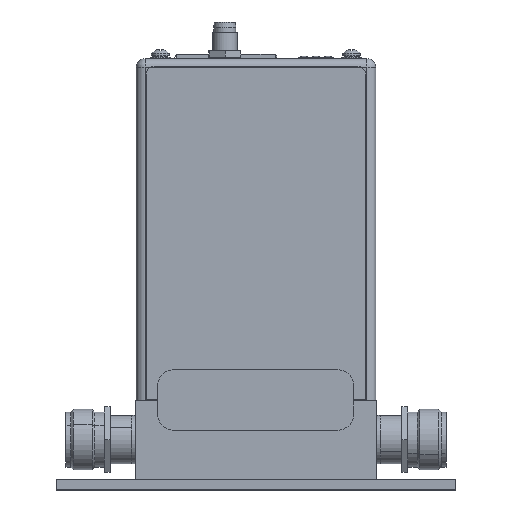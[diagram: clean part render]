
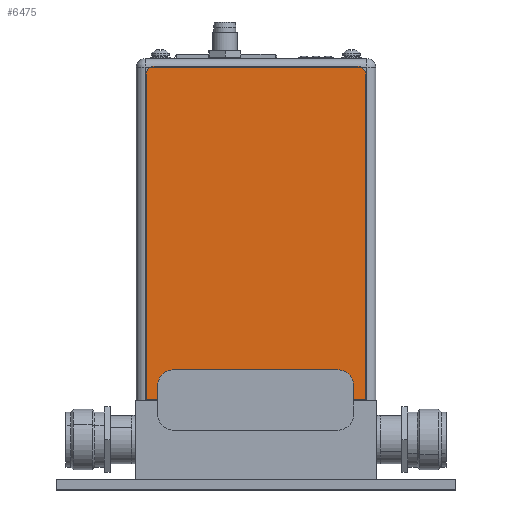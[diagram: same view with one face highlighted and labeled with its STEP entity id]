
A CAD part, top view. The second image highlights one B-rep face of the part: STEP entity #6475.
In plain terms, the highlighted planar face has unit normal (0, 0, 1).
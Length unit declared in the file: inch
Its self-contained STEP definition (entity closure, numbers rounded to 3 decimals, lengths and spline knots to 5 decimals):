
#6296=DIRECTION('',(0.,1.,0.));
#6297=VECTOR('',#6296,4.04);
#6298=CARTESIAN_POINT('',(2.73,0.,0.004));
#6299=LINE('',#6298,#6297);
#6304=DIRECTION('',(1.,0.,0.));
#6305=VECTOR('',#6304,2.73);
#6306=CARTESIAN_POINT('',(0.,0.,0.004));
#6307=LINE('',#6306,#6305);
#6308=DIRECTION('',(0.,-1.,0.));
#6309=VECTOR('',#6308,4.04);
#6310=CARTESIAN_POINT('',(0.,4.04,0.004));
#6311=LINE('',#6310,#6309);
#6320=DIRECTION('',(-1.,0.,0.));
#6321=VECTOR('',#6320,2.53);
#6322=CARTESIAN_POINT('',(2.63,4.14,0.004));
#6323=LINE('',#6322,#6321);
#6324=CARTESIAN_POINT('',(2.63,4.04,0.004));
#6325=DIRECTION('',(0.,0.,-1.));
#6326=DIRECTION('',(0.,1.,0.));
#6327=AXIS2_PLACEMENT_3D('',#6324,#6325,#6326);
#6329=CARTESIAN_POINT('',(0.1,4.04,0.004));
#6330=DIRECTION('',(0.,0.,-1.));
#6331=DIRECTION('',(-1.,0.,0.));
#6332=AXIS2_PLACEMENT_3D('',#6329,#6330,#6331);
#6346=CARTESIAN_POINT('',(2.73,4.04,0.004));
#6347=VERTEX_POINT('',#6346);
#6348=CARTESIAN_POINT('',(2.63,4.14,0.004));
#6349=VERTEX_POINT('',#6348);
#6350=CARTESIAN_POINT('',(2.73,0.,0.004));
#6351=VERTEX_POINT('',#6350);
#6352=CARTESIAN_POINT('',(0.,0.,0.004));
#6353=VERTEX_POINT('',#6352);
#6354=CARTESIAN_POINT('',(0.,4.04,0.004));
#6355=VERTEX_POINT('',#6354);
#6356=CARTESIAN_POINT('',(0.1,4.14,0.004));
#6357=VERTEX_POINT('',#6356);
#6462=CARTESIAN_POINT('',(0.,0.,0.004));
#6463=DIRECTION('',(0.,0.,1.));
#6464=DIRECTION('',(1.,0.,0.));
#6465=AXIS2_PLACEMENT_3D('',#6462,#6463,#6464);
#6466=PLANE('',#6465);
#6467=ORIENTED_EDGE('',*,*,#6386,.T.);
#6468=ORIENTED_EDGE('',*,*,#6402,.F.);
#6469=ORIENTED_EDGE('',*,*,#6415,.F.);
#6470=ORIENTED_EDGE('',*,*,#6428,.F.);
#6471=ORIENTED_EDGE('',*,*,#6443,.T.);
#6472=ORIENTED_EDGE('',*,*,#6455,.F.);
#6473=EDGE_LOOP('',(#6467,#6468,#6469,#6470,#6471,#6472));
#6474=FACE_OUTER_BOUND('',#6473,.F.);
#6475=ADVANCED_FACE('',(#6474),#6466,.T.);
#6328=CIRCLE('',#6327,0.1);
#6333=CIRCLE('',#6332,0.1);
#6386=EDGE_CURVE('',#6349,#6347,#6328,.T.);
#6402=EDGE_CURVE('',#6351,#6347,#6299,.T.);
#6415=EDGE_CURVE('',#6353,#6351,#6307,.T.);
#6428=EDGE_CURVE('',#6355,#6353,#6311,.T.);
#6443=EDGE_CURVE('',#6355,#6357,#6333,.T.);
#6455=EDGE_CURVE('',#6349,#6357,#6323,.T.);
